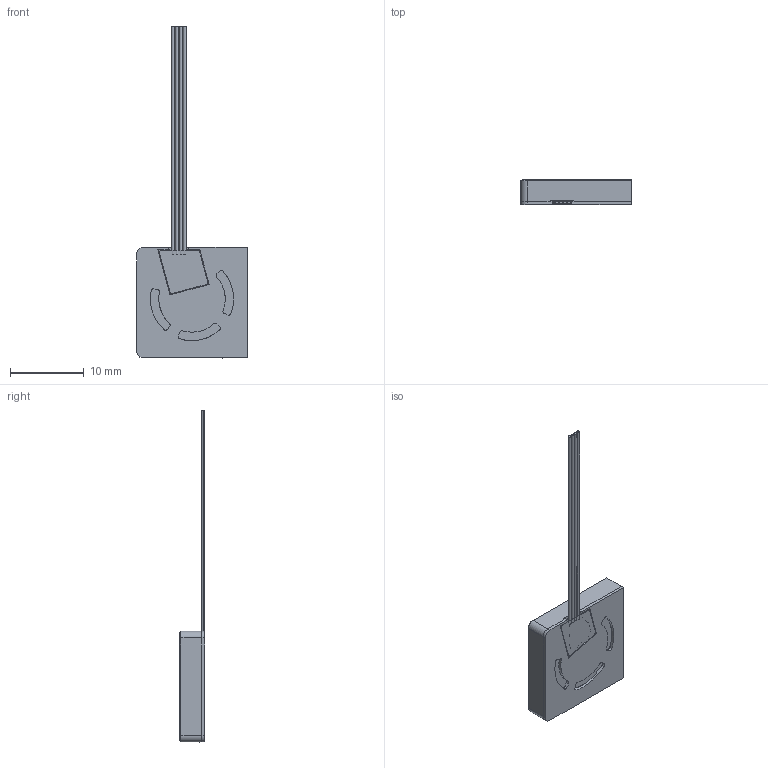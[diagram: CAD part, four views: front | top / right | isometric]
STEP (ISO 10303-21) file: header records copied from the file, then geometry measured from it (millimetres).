
FILE_DESCRIPTION((''),'2;1');
FILE_NAME('WYND_1535_ASM_56_ASM_3_ASM','2017-12-08T',('BEN.CC.TAN'),(''),'PRO/ENGINEER BY PARAMETRIC TECHNOLOGY CORPORATION, 2009360','PRO/ENGINEER BY PARAMETRIC TECHNOLOGY CORPORATION, 2009360','');
FILE_SCHEMA(('CONFIG_CONTROL_DESIGN'));
Length unit declared in the file: millimetre
Products named in the file (9): PILLOW_1535_32_23; FRAME_1535_21_15; LABEL_IC_14_5; MANIFOLD_SOLID_BREP_24000; MANIFOLD_SOLID_BREP_24088; MANIFOLD_SOLID_BREP_24176; MANIFOLD_SOLID_BREP_24264; CABLE_1_ASM; WYND_1535_ASM_56_ASM_3_ASM
Assembly tree (8 placements, depth 3):
  WYND_1535_ASM_56_ASM_3_ASM
    PILLOW_1535_32_23
    FRAME_1535_21_15
    LABEL_IC_14_5
    CABLE_1_ASM
      MANIFOLD_SOLID_BREP_24000
      MANIFOLD_SOLID_BREP_24088
      MANIFOLD_SOLID_BREP_24176
      MANIFOLD_SOLID_BREP_24264
Bounding box: 15 x 3.4 x 45 mm (x, y, z)
Volume: 495.1 mm3; surface area: 1433.6 mm2
Topology: 7 solids, 8 shells, 261 faces, 691 edges, 446 vertices
Faces by surface type: plane 118, cylinder 104, cone 28, bspline 6, torus 5
Entity records: 8942 total; most frequent: CARTESIAN_POINT 2149, DIRECTION 1442, ORIENTED_EDGE 1368, EDGE_CURVE 684, AXIS2_PLACEMENT_3D 524, VERTEX_POINT 446, VECTOR 394, LINE 394
